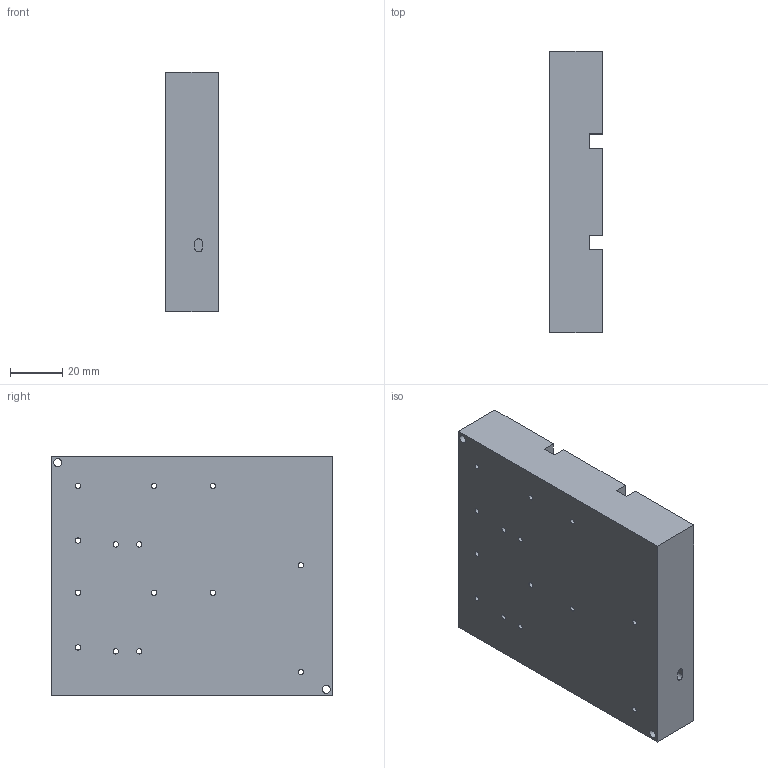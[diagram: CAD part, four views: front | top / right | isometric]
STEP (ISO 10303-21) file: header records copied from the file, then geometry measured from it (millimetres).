
FILE_DESCRIPTION(('STEP AP214'), '1');
FILE_NAME('1) Íèç êîðïóñ ðàäèàòîð Ôðåçà 6ìì', '2020-09-25T15:34:44', (''), (''), 'ASCON STEP Converter 1.6', 'ASCON Math Kernel', '');
FILE_SCHEMA(('AUTOMOTIVE_DESIGN { 1 0 10303 214 3 1 1}'));
Length unit declared in the file: millimetre
Bounding box: 20 x 108 x 92 mm (x, y, z)
Volume: 76757.4 mm3; surface area: 34494.5 mm2
Topology: 1 solids, 1 shells, 67 faces, 171 edges, 114 vertices
Faces by surface type: plane 36, cylinder 31
Full cylindrical faces by diameter (mm): 2.05 x16, 2.5 x6, 3.1 x2, 4.2 x1
Entity records: 2574 total; most frequent: DIRECTION 344, CARTESIAN_POINT 328, ORIENTED_EDGE 292, EDGE_CURVE 146, EDGE_LOOP 136, AXIS2_PLACEMENT_3D 130, VERTEX_POINT 114, FACE_BOUND 86
